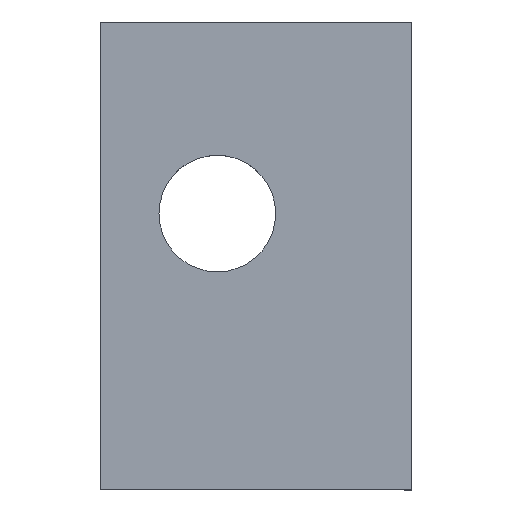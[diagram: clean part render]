
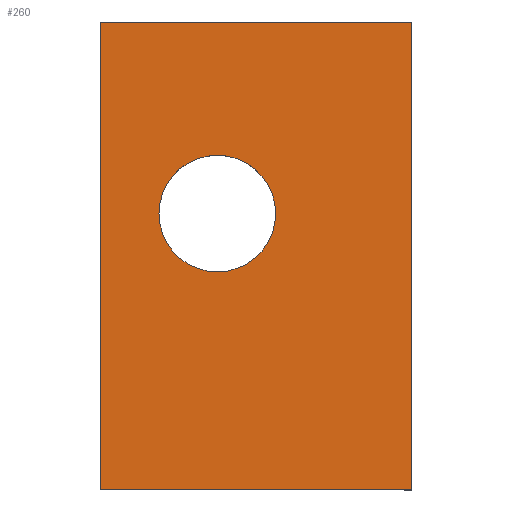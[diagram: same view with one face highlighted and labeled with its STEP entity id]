
A CAD part, top view. The second image highlights one B-rep face of the part: STEP entity #260.
In plain terms, the highlighted planar face has unit normal (0, 0, 1).
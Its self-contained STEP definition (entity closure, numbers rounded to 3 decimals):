
#171=CIRCLE('',#368,9.5);
#189=ORIENTED_EDGE('',*,*,#213,.T.);
#190=ORIENTED_EDGE('',*,*,#203,.T.);
#191=ORIENTED_EDGE('',*,*,#207,.T.);
#192=ORIENTED_EDGE('',*,*,#210,.T.);
#193=ORIENTED_EDGE('',*,*,#212,.T.);
#203=EDGE_CURVE('EC3',#218,#217,#333,.T.);
#207=EDGE_CURVE('EC7',#217,#220,#337,.T.);
#210=EDGE_CURVE('EC10',#220,#222,#340,.T.);
#212=EDGE_CURVE('EC12',#222,#218,#342,.T.);
#213=EDGE_CURVE('EC15',#223,#223,#171,.T.);
#217=VERTEX_POINT('VP3',#496);
#218=VERTEX_POINT('VP4',#498);
#220=VERTEX_POINT('VP6',#504);
#222=VERTEX_POINT('VP8',#510);
#223=VERTEX_POINT('VP11',#517);
#229=EDGE_LOOP('',(#189));
#230=EDGE_LOOP('',(#190,#191,#192,#193));
#239=FACE_BOUND('',#229,.T.);
#240=FACE_BOUND('',#230,.T.);
#249=PLANE('',#367);
#260=ADVANCED_FACE('AF5',(#239,#240),#249,.T.);
#333=LINE('',#497,#349);
#337=LINE('',#505,#353);
#340=LINE('',#511,#356);
#342=LINE('',#514,#358);
#349=VECTOR('',#408,1000.);
#353=VECTOR('',#414,1000.);
#356=VECTOR('',#419,1000.);
#358=VECTOR('',#423,1000.);
#367=AXIS2_PLACEMENT_3D('',#515,#424,#425);
#368=AXIS2_PLACEMENT_3D('',#516,#426,#427);
#408=DIRECTION('',(0.,-1.,0.));
#414=DIRECTION('',(1.,0.,0.));
#419=DIRECTION('',(0.,1.,0.));
#423=DIRECTION('',(-1.,0.,0.));
#424=DIRECTION('',(0.,0.,1.));
#425=DIRECTION('',(1.,0.,0.));
#426=DIRECTION('',(0.,0.,-1.));
#427=DIRECTION('',(-1.,0.,0.));
#496=CARTESIAN_POINT('',(-25.4,-38.1,10.));
#497=CARTESIAN_POINT('',(-25.4,38.1,10.));
#498=CARTESIAN_POINT('',(-25.4,38.1,10.));
#504=CARTESIAN_POINT('',(25.4,-38.1,10.));
#505=CARTESIAN_POINT('',(-25.4,-38.1,10.));
#510=CARTESIAN_POINT('',(25.4,38.1,10.));
#511=CARTESIAN_POINT('',(25.4,-38.1,10.));
#514=CARTESIAN_POINT('',(25.4,38.1,10.));
#515=CARTESIAN_POINT('',(0.,0.,10.));
#516=CARTESIAN_POINT('',(-6.3,6.9,10.));
#517=CARTESIAN_POINT('',(-15.8,6.9,10.));
